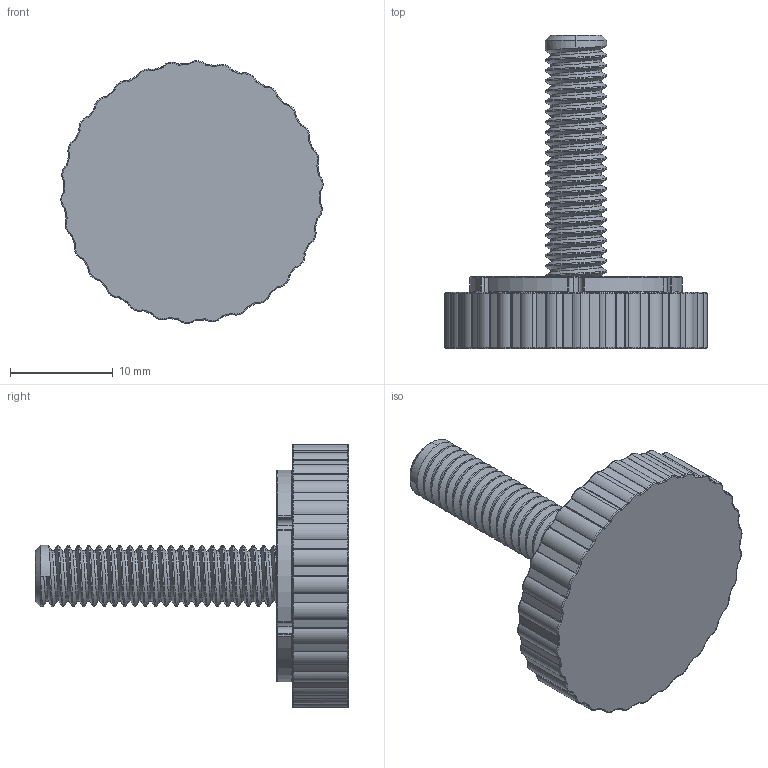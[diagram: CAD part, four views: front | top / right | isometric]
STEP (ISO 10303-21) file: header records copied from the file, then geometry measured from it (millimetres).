
FILE_DESCRIPTION (( 'STEP AP203' ), '1' );
FILE_NAME ('AL-5120 Îïîðà ðåãóëèðóåìàÿ D25 Ì6 25 ìì.STEP', '2023-08-07T12:31:31', ( '' ), ( '' ), 'SwSTEP 2.0', 'SolidWorks 2021', '' );
FILE_SCHEMA (( 'CONFIG_CONTROL_DESIGN' ));
Length unit declared in the file: millimetre
Products named in the file (1): AL-5120 Îïîðà ðåãóëèðóåìàÿ D25 Ì6 25 ìì
Bounding box: 25.51 x 30.45 x 25.54 mm (x, y, z)
Volume: 3729.5 mm3; surface area: 2436.7 mm2
Topology: 2 solids, 2 shells, 702 faces, 1682 edges, 860 vertices
Faces by surface type: bspline 382, cylinder 284, plane 32, cone 4
Entity records: 32023 total; most frequent: CARTESIAN_POINT 19123, ORIENTED_EDGE 3112, DIRECTION 2167, EDGE_CURVE 1556, AXIS2_PLACEMENT_3D 910, VERTEX_POINT 860, EDGE_LOOP 704, FACE_OUTER_BOUND 702
